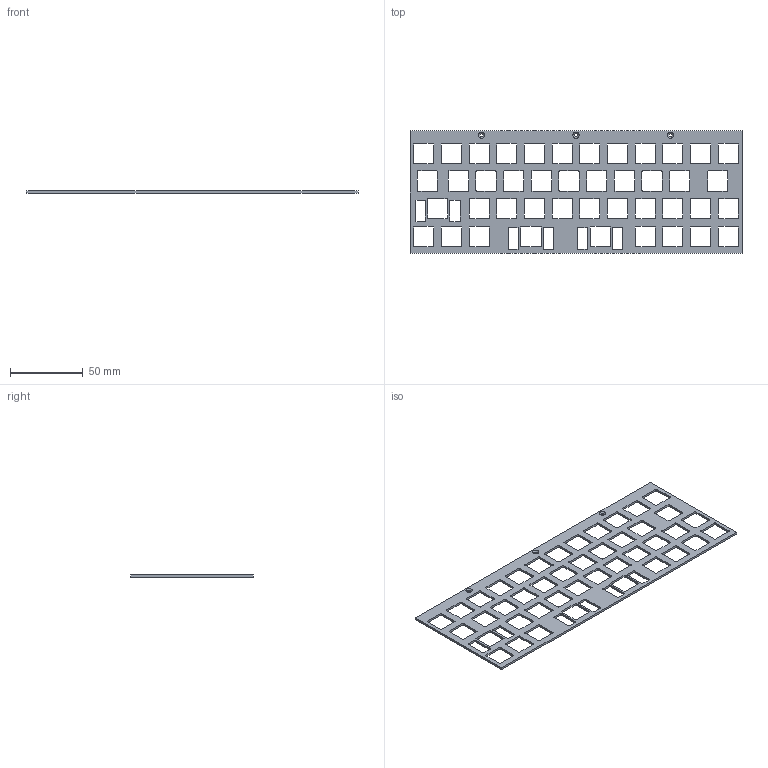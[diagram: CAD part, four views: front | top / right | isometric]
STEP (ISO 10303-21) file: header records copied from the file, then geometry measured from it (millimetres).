
FILE_DESCRIPTION(('FreeCAD Model'),'2;1');
FILE_NAME('Open CASCADE Shape Model','2023-09-18T17:23:32',(''),(''), 'Open CASCADE STEP processor 7.6','FreeCAD','Unknown');
FILE_SCHEMA(('AUTOMOTIVE_DESIGN { 1 0 10303 214 1 1 1 1 }'));
Length unit declared in the file: millimetre
Products named in the file (1): Plate
Bounding box: 228.6 x 84.2 x 1.5 mm (x, y, z)
Volume: 15267.7 mm3; surface area: 25282.3 mm2
Topology: 1 solids, 1 shells, 404 faces, 1203 edges, 801 vertices
Faces by surface type: plane 202, cylinder 199, cone 3
Full cylindrical faces by diameter (mm): 2.4 x3
Entity records: 29542 total; most frequent: CARTESIAN_POINT 4833, DIRECTION 4817, LINE 2810, VECTOR 2810, ORIENTED_EDGE 2406, PCURVE 2406, DEFINITIONAL_REPRESENTATION 2406, EDGE_CURVE 1203
